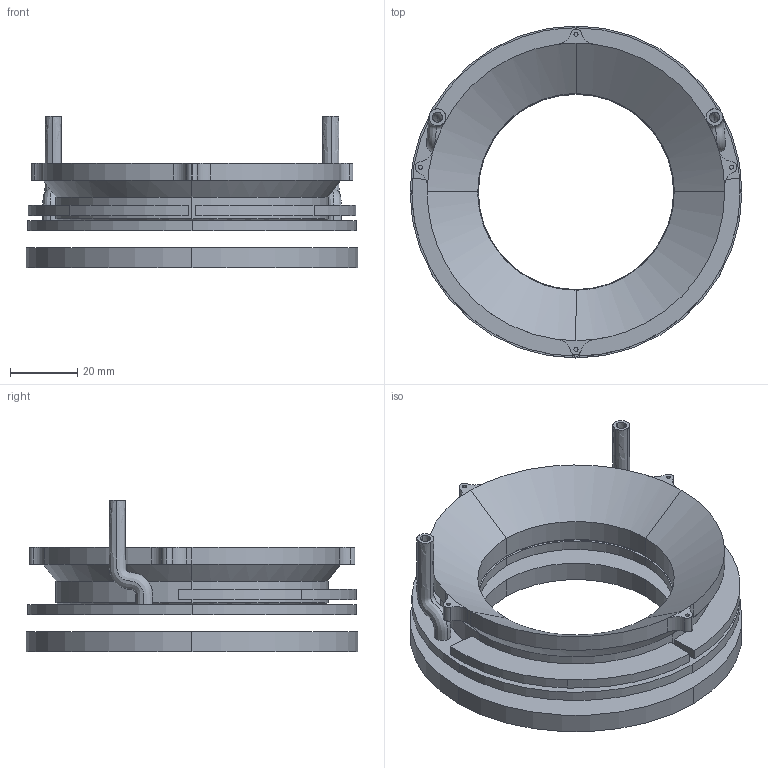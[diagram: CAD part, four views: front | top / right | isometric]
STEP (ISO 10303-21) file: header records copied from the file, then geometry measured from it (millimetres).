
FILE_DESCRIPTION( ( 'STEP AP203' ), '1' );
FILE_NAME( 'mwpc-with-scintillator-mount_54.step', ' ', ( ' ' ), ( ' ' ), 'PSStep 22.0.50', ' ', ' ' );
FILE_SCHEMA( ( 'CONFIG_CONTROL_DESIGN' ) );
Length unit declared in the file: millimetre
Products named in the file (61): 1; 2; 3; 4; 5; 6; 7; 8; 9; 10; 11; 12; 13; 14; 15; 16; 17; 18; 19; 20; 21; 22; 23; 24; 25; 26; 27; 28; 29; 30; 31; 32; 33; 34; 35; 36; 37; 38; 39; 40 ...
Bounding box: 98.6 x 98.6 x 45 mm (x, y, z)
Volume: 82257.4 mm3; surface area: 42318.2 mm2
Topology: 7 solids, 7 shells, 142 faces, 404 edges, 328 vertices
Faces by surface type: bspline 132, cylinder 8, plane 2
Entity records: 11564 total; most frequent: CARTESIAN_POINT 7875, ORIENTED_EDGE 700, EDGE_CURVE 350, CC_DESIGN_PERSON_AND_ORGANIZATION_ASSIGNMENT 245, VERTEX_POINT 220, DIRECTION 186, B_SPLINE_CURVE_WITH_KNOTS 176, EDGE_LOOP 162
